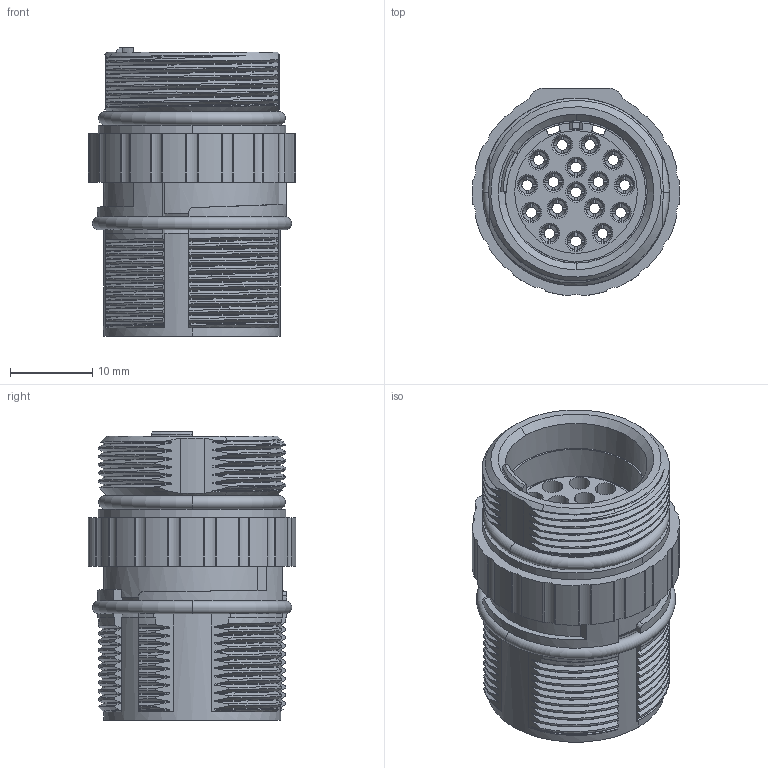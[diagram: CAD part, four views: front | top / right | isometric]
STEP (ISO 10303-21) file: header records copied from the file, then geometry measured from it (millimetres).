
FILE_DESCRIPTION((''),'2;1');
FILE_NAME('M0154','2015-12-04T',('tod.cheng'),(''),'PRO/ENGINEER BY PARAMETRIC TECHNOLOGY CORPORATION, 2012230','PRO/ENGINEER BY PARAMETRIC TECHNOLOGY CORPORATION, 2012230','');
FILE_SCHEMA(('CONFIG_CONTROL_DESIGN'));
Products named in the file (1): M0154
Bounding box: 25.18 x 25.17 x 35 mm (x, y, z)
Volume: 8339.8 mm3; surface area: 9950.7 mm2
Topology: 1 solids, 2 shells, 1685 faces, 4812 edges, 3168 vertices
Faces by surface type: cylinder 523, plane 466, bspline 365, cone 232, extrusion 90, torus 9
Entity records: 111450 total; most frequent: CARTESIAN_POINT 69817, ORIENTED_EDGE 9624, DIRECTION 7496, EDGE_CURVE 4812, VERTEX_POINT 3168, AXIS2_PLACEMENT_3D 2696, VECTOR 2104, LINE 2014
